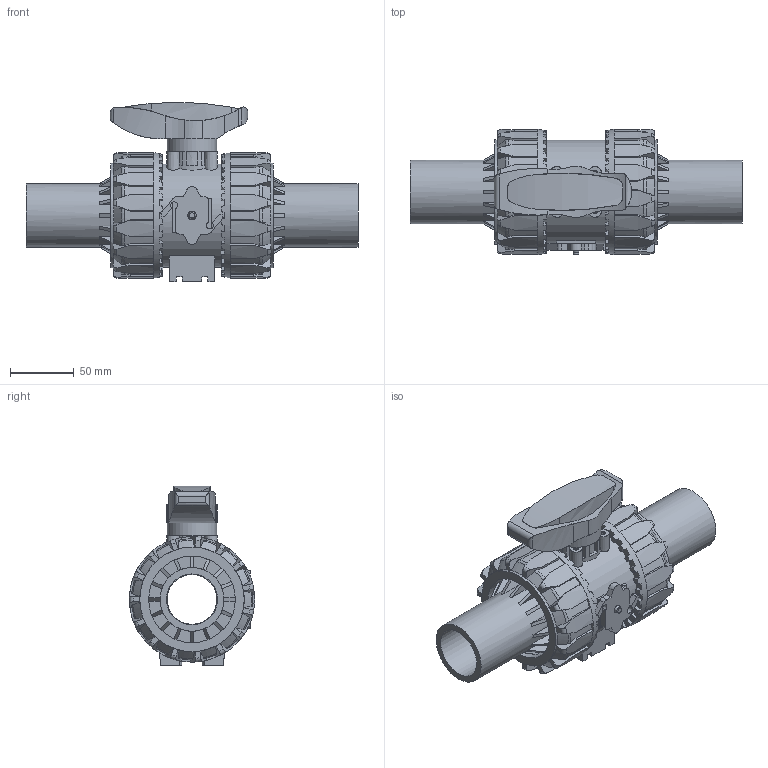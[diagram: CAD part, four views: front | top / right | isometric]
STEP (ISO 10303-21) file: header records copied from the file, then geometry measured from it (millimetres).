
FILE_DESCRIPTION(/* description */ (''),/* implementation_level */ '2;1');
FILE_NAME(/* name */ 'VKDBEM050E.iam.stp',/* time_stamp */ '2013-10-07T12:44:50+02:00',/* author */ ('FBRUSA'),/* organization */ (''),/* preprocessor_version */ 'ST-DEVELOPER v15.2',/* originating_system */ 'Autodesk Inventor 2014',/* authorisation */ '');
FILE_SCHEMA (('AUTOMOTIVE_DESIGN { 1 0 10303 214 3 1 1 }'));
Length unit declared in the file: millimetre
Products named in the file (6): cassa VKD_50; Arpione 40-50; NTVKD050V; CVDE11050; 1MNC040; VKDBEM050E
Bounding box: 260.4 x 98.29 x 140.72 mm (x, y, z)
Volume: 845948.2 mm3; surface area: 198843.8 mm2
Topology: 7 solids, 7 shells, 1031 faces, 2917 edges, 1926 vertices
Faces by surface type: plane 751, cylinder 158, cone 62, torus 60
Full cylindrical faces by diameter (mm): 3.5 x4, 4.2 x4, 4.3 x1, 5 x3, 6.654 x1, 6.7 x1, 8 x2, 38.974 x1, 39 x1, 40 x2, 50 x2, 64 x1, 68 x2, 74 x2, 77.8 x2, 81.3 x1, 81.9 x2, 87 x2
Entity records: 21503 total; most frequent: CARTESIAN_POINT 4959, ORIENTED_EDGE 3502, DIRECTION 3481, EDGE_CURVE 1751, AXIS2_PLACEMENT_3D 1327, VERTEX_POINT 1177, LINE 827, VECTOR 827
